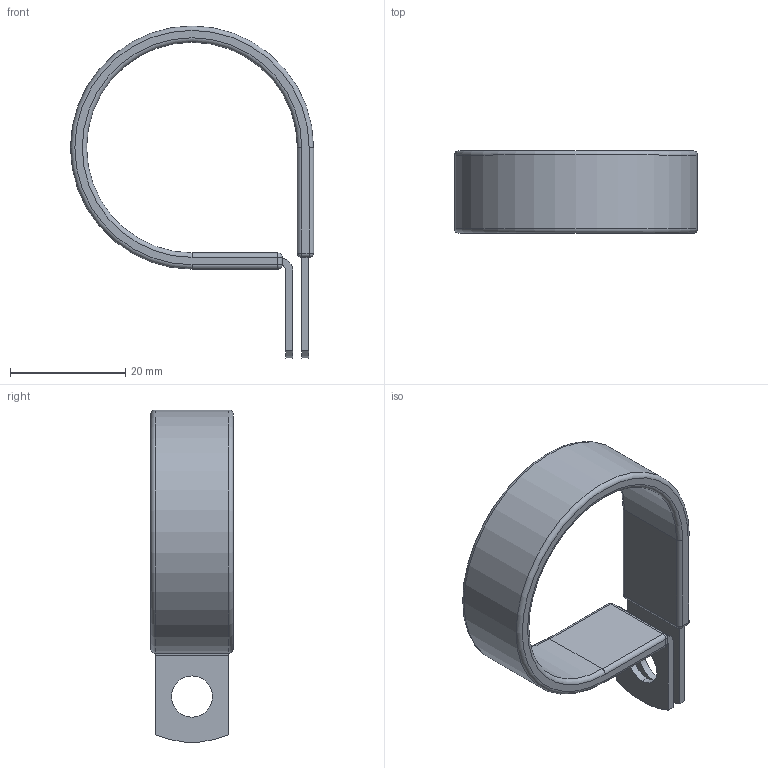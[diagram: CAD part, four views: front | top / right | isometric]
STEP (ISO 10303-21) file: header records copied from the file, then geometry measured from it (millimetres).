
FILE_DESCRIPTION (( 'STEP AP214' ), '1' );
FILE_NAME ('COV2409Z1.step', '2018-10-30T22:30:06', ( 'User' ), ( 'Microsoft' ), 'SwSTEP 2.0', 'SolidWorks 2018', '' );
FILE_SCHEMA (( 'AUTOMOTIVE_DESIGN' ));
Length unit declared in the file: inch
Products named in the file (1): COV2409Z1
Bounding box: 42.11 x 14.29 x 57.5 mm (x, y, z)
Volume: 5438.9 mm3; surface area: 5060.7 mm2
Topology: 1 solids, 1 shells, 60 faces, 145 edges, 80 vertices
Faces by surface type: cylinder 27, plane 21, sphere 8, torus 4
Entity records: 2252 total; most frequent: DIRECTION 321, CARTESIAN_POINT 278, ORIENTED_EDGE 274, EDGE_CURVE 137, AXIS2_PLACEMENT_3D 123, VERTEX_POINT 80, LINE 75, VECTOR 75
